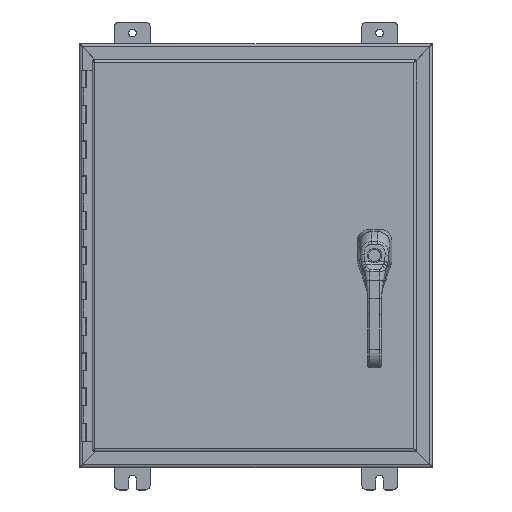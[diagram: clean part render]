
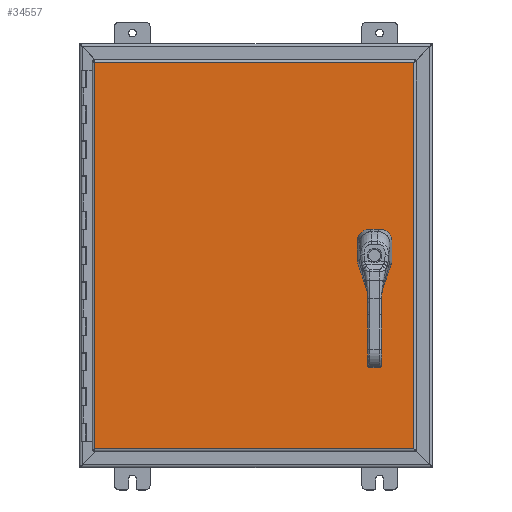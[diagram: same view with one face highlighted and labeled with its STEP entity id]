
A CAD part, top view. The second image highlights one B-rep face of the part: STEP entity #34557.
In plain terms, the highlighted face is planar.
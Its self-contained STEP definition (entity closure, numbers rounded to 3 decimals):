
#2313=FACE_BOUND('',#7083,.T.);
#2314=FACE_BOUND('',#7084,.T.);
#2315=FACE_BOUND('',#7085,.T.);
#2316=FACE_BOUND('',#7086,.T.);
#2939=PLANE('',#39050);
#4924=FACE_OUTER_BOUND('',#7082,.T.);
#7082=EDGE_LOOP('',(#30765,#30766,#30767,#30768));
#7083=EDGE_LOOP('',(#30769,#30770,#30771,#30772,#30773,#30774,#30775,#30776));
#7084=EDGE_LOOP('',(#30777));
#7085=EDGE_LOOP('',(#30778));
#7086=EDGE_LOOP('',(#30779));
#9218=LINE('',#94442,#11650);
#9222=LINE('',#94454,#11654);
#9226=LINE('',#94466,#11658);
#9230=LINE('',#94476,#11662);
#9255=LINE('',#94649,#11687);
#9268=LINE('',#94784,#11700);
#9286=LINE('',#94953,#11718);
#9290=LINE('',#94988,#11722);
#11650=VECTOR('',#48283,0.394);
#11654=VECTOR('',#48295,0.394);
#11658=VECTOR('',#48307,0.394);
#11662=VECTOR('',#48319,0.394);
#11687=VECTOR('',#48376,0.394);
#11700=VECTOR('',#48399,0.394);
#11718=VECTOR('',#48433,0.394);
#11722=VECTOR('',#48443,0.394);
#13934=CIRCLE('',#38994,0.453);
#13936=CIRCLE('',#38998,0.453);
#13938=CIRCLE('',#39002,0.453);
#13940=CIRCLE('',#39006,0.453);
#13941=CIRCLE('',#39009,0.141);
#13943=CIRCLE('',#39012,0.141);
#13945=CIRCLE('',#39015,0.141);
#16647=VERTEX_POINT('',#94433);
#16648=VERTEX_POINT('',#94435);
#16650=VERTEX_POINT('',#94441);
#16652=VERTEX_POINT('',#94447);
#16654=VERTEX_POINT('',#94453);
#16656=VERTEX_POINT('',#94459);
#16658=VERTEX_POINT('',#94465);
#16660=VERTEX_POINT('',#94471);
#16661=VERTEX_POINT('',#94478);
#16663=VERTEX_POINT('',#94484);
#16665=VERTEX_POINT('',#94490);
#16690=VERTEX_POINT('',#94640);
#16691=VERTEX_POINT('',#94648);
#16695=VERTEX_POINT('',#94720);
#16701=VERTEX_POINT('',#94776);
#21346=EDGE_CURVE('',#16648,#16647,#13934,.T.);
#21349=EDGE_CURVE('',#16650,#16648,#9218,.T.);
#21352=EDGE_CURVE('',#16652,#16650,#13936,.T.);
#21355=EDGE_CURVE('',#16654,#16652,#9222,.T.);
#21358=EDGE_CURVE('',#16656,#16654,#13938,.T.);
#21361=EDGE_CURVE('',#16658,#16656,#9226,.T.);
#21364=EDGE_CURVE('',#16660,#16658,#13940,.T.);
#21367=EDGE_CURVE('',#16647,#16660,#9230,.T.);
#21368=EDGE_CURVE('',#16661,#16661,#13941,.T.);
#21371=EDGE_CURVE('',#16663,#16663,#13943,.T.);
#21374=EDGE_CURVE('',#16665,#16665,#13945,.T.);
#21407=EDGE_CURVE('',#16691,#16690,#9255,.T.);
#21427=EDGE_CURVE('',#16695,#16701,#9268,.T.);
#21452=EDGE_CURVE('',#16690,#16695,#9286,.T.);
#21457=EDGE_CURVE('',#16701,#16691,#9290,.T.);
#30765=ORIENTED_EDGE('',*,*,#21452,.T.);
#30766=ORIENTED_EDGE('',*,*,#21427,.T.);
#30767=ORIENTED_EDGE('',*,*,#21457,.T.);
#30768=ORIENTED_EDGE('',*,*,#21407,.T.);
#30769=ORIENTED_EDGE('',*,*,#21346,.T.);
#30770=ORIENTED_EDGE('',*,*,#21367,.T.);
#30771=ORIENTED_EDGE('',*,*,#21364,.T.);
#30772=ORIENTED_EDGE('',*,*,#21361,.T.);
#30773=ORIENTED_EDGE('',*,*,#21358,.T.);
#30774=ORIENTED_EDGE('',*,*,#21355,.T.);
#30775=ORIENTED_EDGE('',*,*,#21352,.T.);
#30776=ORIENTED_EDGE('',*,*,#21349,.T.);
#30777=ORIENTED_EDGE('',*,*,#21368,.T.);
#30778=ORIENTED_EDGE('',*,*,#21371,.T.);
#30779=ORIENTED_EDGE('',*,*,#21374,.T.);
#34557=ADVANCED_FACE('',(#4924,#2313,#2314,#2315,#2316),#2939,.F.);
#38994=AXIS2_PLACEMENT_3D('',#94436,#48277,#48278);
#38998=AXIS2_PLACEMENT_3D('',#94448,#48289,#48290);
#39002=AXIS2_PLACEMENT_3D('',#94460,#48301,#48302);
#39006=AXIS2_PLACEMENT_3D('',#94472,#48313,#48314);
#39009=AXIS2_PLACEMENT_3D('',#94479,#48322,#48323);
#39012=AXIS2_PLACEMENT_3D('',#94485,#48329,#48330);
#39015=AXIS2_PLACEMENT_3D('',#94491,#48336,#48337);
#39050=AXIS2_PLACEMENT_3D('',#95091,#48479,#48480);
#48277=DIRECTION('center_axis',(0.,0.,1.));
#48278=DIRECTION('ref_axis',(-0.469,-0.883,0.));
#48283=DIRECTION('',(0.,1.,0.));
#48289=DIRECTION('center_axis',(0.,0.,1.));
#48290=DIRECTION('ref_axis',(-0.883,0.469,0.));
#48295=DIRECTION('',(1.,0.,0.));
#48301=DIRECTION('center_axis',(0.,0.,1.));
#48302=DIRECTION('ref_axis',(0.469,0.883,0.));
#48307=DIRECTION('',(0.,-1.,0.));
#48313=DIRECTION('center_axis',(0.,0.,1.));
#48314=DIRECTION('ref_axis',(0.883,-0.469,0.));
#48319=DIRECTION('',(-1.,0.,0.));
#48322=DIRECTION('center_axis',(0.,0.,1.));
#48323=DIRECTION('ref_axis',(1.,0.,0.));
#48329=DIRECTION('center_axis',(0.,0.,1.));
#48330=DIRECTION('ref_axis',(1.,0.,0.));
#48336=DIRECTION('center_axis',(0.,0.,1.));
#48337=DIRECTION('ref_axis',(1.,0.,0.));
#48376=DIRECTION('',(-1.,0.,0.));
#48399=DIRECTION('',(1.,0.,0.));
#48433=DIRECTION('',(0.,1.,0.));
#48443=DIRECTION('',(0.,-1.,0.));
#48479=DIRECTION('center_axis',(0.,0.,1.));
#48480=DIRECTION('ref_axis',(1.,0.,0.));
#94433=CARTESIAN_POINT('',(7.025,0.4,0.));
#94435=CARTESIAN_POINT('',(7.213,0.213,0.));
#94436=CARTESIAN_POINT('Origin',(6.813,0.,0.));
#94441=CARTESIAN_POINT('',(7.213,-0.213,0.));
#94442=CARTESIAN_POINT('',(7.213,0.106,0.));
#94447=CARTESIAN_POINT('',(7.025,-0.4,0.));
#94448=CARTESIAN_POINT('Origin',(6.813,0.,0.));
#94453=CARTESIAN_POINT('',(6.6,-0.4,0.));
#94454=CARTESIAN_POINT('',(3.513,-0.4,0.));
#94459=CARTESIAN_POINT('',(6.413,-0.213,0.));
#94460=CARTESIAN_POINT('Origin',(6.813,0.,0.));
#94465=CARTESIAN_POINT('',(6.413,0.213,0.));
#94466=CARTESIAN_POINT('',(6.413,-0.106,0.));
#94471=CARTESIAN_POINT('',(6.6,0.4,0.));
#94472=CARTESIAN_POINT('Origin',(6.813,0.,0.));
#94476=CARTESIAN_POINT('',(3.3,0.4,0.));
#94478=CARTESIAN_POINT('',(6.672,0.886,0.));
#94479=CARTESIAN_POINT('Origin',(6.812,0.886,0.));
#94484=CARTESIAN_POINT('',(6.672,1.378,0.));
#94485=CARTESIAN_POINT('Origin',(6.812,1.378,0.));
#94490=CARTESIAN_POINT('',(6.672,-0.885,0.));
#94491=CARTESIAN_POINT('Origin',(6.812,-0.885,0.));
#94640=CARTESIAN_POINT('',(-9.035,-10.941,0.));
#94648=CARTESIAN_POINT('',(9.035,-10.941,0.));
#94649=CARTESIAN_POINT('',(4.517,-10.941,0.));
#94720=CARTESIAN_POINT('',(-9.035,10.941,0.));
#94776=CARTESIAN_POINT('',(9.035,10.941,0.));
#94784=CARTESIAN_POINT('',(-4.594,10.941,0.));
#94953=CARTESIAN_POINT('',(-9.035,-5.471,0.));
#94988=CARTESIAN_POINT('',(9.035,5.471,0.));
#95091=CARTESIAN_POINT('Origin',(0.,0.,
0.));
